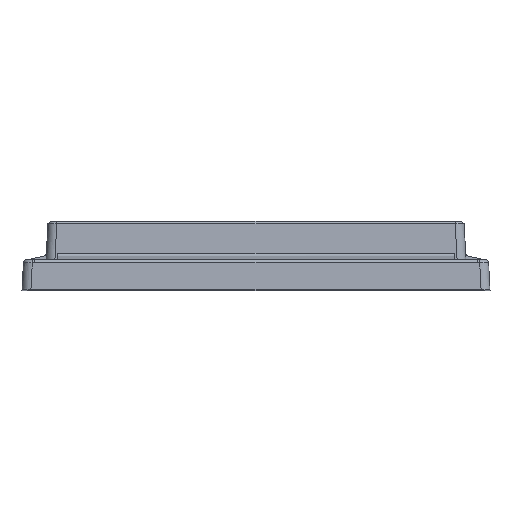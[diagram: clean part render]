
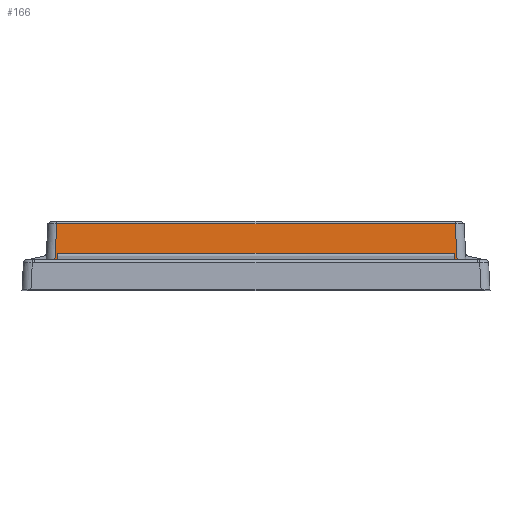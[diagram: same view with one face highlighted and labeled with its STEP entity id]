
A CAD part, top view. The second image highlights one B-rep face of the part: STEP entity #166.
In plain terms, the highlighted planar face has unit normal (0, 0.052, 0.999).
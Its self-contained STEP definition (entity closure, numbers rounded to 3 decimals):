
#9 = DIRECTION ( 'NONE',  ( -1., 0., 0. ) ) ;
#19 = VERTEX_POINT ( 'NONE', #669 ) ;
#166 = ADVANCED_FACE ( 'NONE', ( #1457 ), #456, .T. ) ;
#260 = EDGE_CURVE ( 'NONE', #1671, #1782, #2986, .T. ) ;
#282 = EDGE_CURVE ( 'NONE', #5923, #19, #313, .T. ) ;
#303 = CARTESIAN_POINT ( 'NONE',  ( 122.211, 14.542, 155.738 ) ) ;
#313 = LINE ( 'NONE', #1532, #1240 ) ;
#410 = DIRECTION ( 'NONE',  ( 0., -0.999, 0.052 ) ) ;
#456 = PLANE ( 'NONE',  #5574 ) ;
#506 = ORIENTED_EDGE ( 'NONE', *, *, #2081, .T. ) ;
#565 = LINE ( 'NONE', #2107, #2710 ) ;
#602 = DIRECTION ( 'NONE',  ( -0.052, 0.997, -0.052 ) ) ;
#669 = CARTESIAN_POINT ( 'NONE',  ( -122.211, 14.542, 155.738 ) ) ;
#744 = EDGE_LOOP ( 'NONE', ( #6183, #506, #5065, #924, #970, #3475, #1628, #6163 ) ) ;
#837 = CARTESIAN_POINT ( 'NONE',  ( -123.97, 10.263, 155.962 ) ) ;
#855 = LINE ( 'NONE', #1709, #5255 ) ;
#924 = ORIENTED_EDGE ( 'NONE', *, *, #260, .F. ) ;
#970 = ORIENTED_EDGE ( 'NONE', *, *, #5741, .T. ) ;
#1105 = VECTOR ( 'NONE', #2221, 1000. ) ;
#1217 = DIRECTION ( 'NONE',  ( -0.052, 0.997, -0.052 ) ) ;
#1240 = VECTOR ( 'NONE', #4891, 1000. ) ;
#1445 = VERTEX_POINT ( 'NONE', #5917 ) ;
#1455 = VECTOR ( 'NONE', #5082, 1000. ) ;
#1457 = FACE_OUTER_BOUND ( 'NONE', #744, .T. ) ;
#1532 = CARTESIAN_POINT ( 'NONE',  ( -124.148, -22.431, 157.676 ) ) ;
#1628 = ORIENTED_EDGE ( 'NONE', *, *, #3619, .T. ) ;
#1671 = VERTEX_POINT ( 'NONE', #4659 ) ;
#1709 = CARTESIAN_POINT ( 'NONE',  ( 122.435, 10.263, 155.962 ) ) ;
#1782 = VERTEX_POINT ( 'NONE', #5838 ) ;
#1875 = DIRECTION ( 'NONE',  ( 0., 0.052, 0.999 ) ) ;
#1924 = LINE ( 'NONE', #5028, #3346 ) ;
#2081 = EDGE_CURVE ( 'NONE', #19, #4825, #1924, .T. ) ;
#2107 = CARTESIAN_POINT ( 'NONE',  ( 123.812, 13.265, 155.805 ) ) ;
#2221 = DIRECTION ( 'NONE',  ( -1., 0., 0. ) ) ;
#2300 = LINE ( 'NONE', #4034, #1455 ) ;
#2328 = LINE ( 'NONE', #3177, #1105 ) ;
#2590 = DIRECTION ( 'NONE',  ( 1., 0., 0. ) ) ;
#2710 = VECTOR ( 'NONE', #602, 1000. ) ;
#2918 = LINE ( 'NONE', #5761, #4179 ) ;
#2986 = LINE ( 'NONE', #5781, #3868 ) ;
#3177 = CARTESIAN_POINT ( 'NONE',  ( -122.726, 32.502, 154.797 ) ) ;
#3346 = VECTOR ( 'NONE', #2590, 1000. ) ;
#3365 = EDGE_CURVE ( 'NONE', #1782, #4825, #855, .T. ) ;
#3475 = ORIENTED_EDGE ( 'NONE', *, *, #5786, .T. ) ;
#3589 = VERTEX_POINT ( 'NONE', #837 ) ;
#3619 = EDGE_CURVE ( 'NONE', #1445, #3589, #2918, .T. ) ;
#3868 = VECTOR ( 'NONE', #9, 1000. ) ;
#4034 = CARTESIAN_POINT ( 'NONE',  ( -125.683, 10.263, 155.962 ) ) ;
#4159 = VERTEX_POINT ( 'NONE', #4582 ) ;
#4179 = VECTOR ( 'NONE', #4234, 1000. ) ;
#4204 = EDGE_CURVE ( 'NONE', #3589, #5923, #2300, .T. ) ;
#4223 = CARTESIAN_POINT ( 'NONE',  ( -122.435, 10.263, 155.962 ) ) ;
#4234 = DIRECTION ( 'NONE',  ( -0.052, -0.997, 0.052 ) ) ;
#4582 = CARTESIAN_POINT ( 'NONE',  ( 122.804, 32.502, 154.797 ) ) ;
#4659 = CARTESIAN_POINT ( 'NONE',  ( 123.97, 10.263, 155.962 ) ) ;
#4786 = CARTESIAN_POINT ( 'NONE',  ( -130., 0., 156.5 ) ) ;
#4825 = VERTEX_POINT ( 'NONE', #303 ) ;
#4891 = DIRECTION ( 'NONE',  ( 0.052, 0.997, -0.052 ) ) ;
#5028 = CARTESIAN_POINT ( 'NONE',  ( 122.291, 14.542, 155.738 ) ) ;
#5065 = ORIENTED_EDGE ( 'NONE', *, *, #3365, .F. ) ;
#5082 = DIRECTION ( 'NONE',  ( 1., 0., 0. ) ) ;
#5255 = VECTOR ( 'NONE', #1217, 1000. ) ;
#5574 = AXIS2_PLACEMENT_3D ( 'NONE', #4786, #1875, #410 ) ;
#5741 = EDGE_CURVE ( 'NONE', #1671, #4159, #565, .T. ) ;
#5761 = CARTESIAN_POINT ( 'NONE',  ( -124.523, -0.286, 156.515 ) ) ;
#5781 = CARTESIAN_POINT ( 'NONE',  ( 122.435, 10.263, 155.962 ) ) ;
#5786 = EDGE_CURVE ( 'NONE', #4159, #1445, #2328, .T. ) ;
#5838 = CARTESIAN_POINT ( 'NONE',  ( 122.435, 10.263, 155.962 ) ) ;
#5917 = CARTESIAN_POINT ( 'NONE',  ( -122.804, 32.502, 154.797 ) ) ;
#5923 = VERTEX_POINT ( 'NONE', #4223 ) ;
#6163 = ORIENTED_EDGE ( 'NONE', *, *, #4204, .T. ) ;
#6183 = ORIENTED_EDGE ( 'NONE', *, *, #282, .T. ) ;
